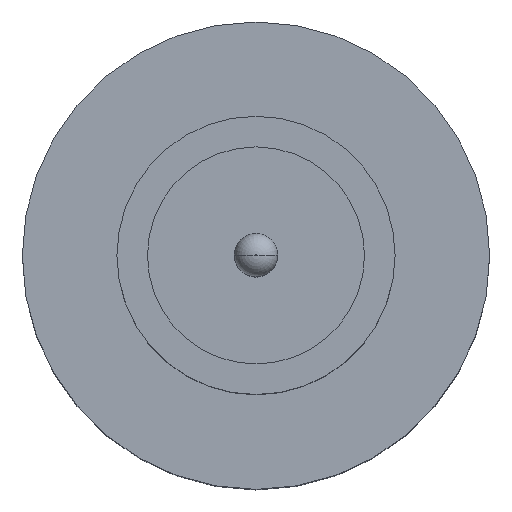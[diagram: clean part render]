
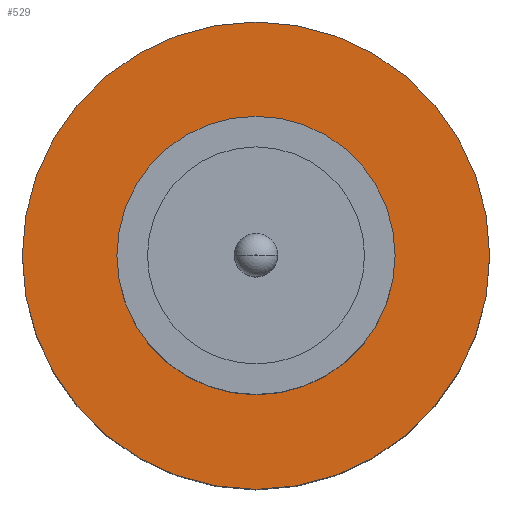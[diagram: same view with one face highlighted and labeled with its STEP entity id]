
A CAD part, top view. The second image highlights one B-rep face of the part: STEP entity #529.
In plain terms, the highlighted planar face has unit normal (0, 0, 1).
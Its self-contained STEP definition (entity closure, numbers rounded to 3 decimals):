
#25 = CIRCLE ( 'NONE', #370, 2.1 ) ;
#27 = EDGE_LOOP ( 'NONE', ( #475, #329 ) ) ;
#35 = AXIS2_PLACEMENT_3D ( 'NONE', #887, #342, #721 ) ;
#43 = VERTEX_POINT ( 'NONE', #420 ) ;
#112 = FACE_BOUND ( 'NONE', #27, .T. ) ;
#131 = CIRCLE ( 'NONE', #449, 2.1 ) ;
#159 = CIRCLE ( 'NONE', #814, 1.25 ) ;
#204 = DIRECTION ( 'NONE',  ( 0., 0., 1. ) ) ;
#242 = VERTEX_POINT ( 'NONE', #733 ) ;
#279 = EDGE_LOOP ( 'NONE', ( #952, #543 ) ) ;
#329 = ORIENTED_EDGE ( 'NONE', *, *, #722, .F. ) ;
#333 = CARTESIAN_POINT ( 'NONE',  ( 0., 0., 1.55 ) ) ;
#342 = DIRECTION ( 'NONE',  ( 0., 0., 1. ) ) ;
#370 = AXIS2_PLACEMENT_3D ( 'NONE', #333, #788, #639 ) ;
#387 = CARTESIAN_POINT ( 'NONE',  ( 0., 0., 1.55 ) ) ;
#391 = DIRECTION ( 'NONE',  ( 1., 0., 0. ) ) ;
#394 = CARTESIAN_POINT ( 'NONE',  ( 2.1, 0., 1.55 ) ) ;
#420 = CARTESIAN_POINT ( 'NONE',  ( 1.25, 0., 1.55 ) ) ;
#449 = AXIS2_PLACEMENT_3D ( 'NONE', #387, #1006, #391 ) ;
#475 = ORIENTED_EDGE ( 'NONE', *, *, #699, .F. ) ;
#502 = FACE_OUTER_BOUND ( 'NONE', #279, .T. ) ;
#508 = CARTESIAN_POINT ( 'NONE',  ( -1.25, 0., 1.55 ) ) ;
#511 = DIRECTION ( 'NONE',  ( 0., 0., 1. ) ) ;
#519 = DIRECTION ( 'NONE',  ( 1., 0., 0. ) ) ;
#529 = ADVANCED_FACE ( 'NONE', ( #112, #502 ), #578, .T. ) ;
#543 = ORIENTED_EDGE ( 'NONE', *, *, #596, .T. ) ;
#578 = PLANE ( 'NONE',  #35 ) ;
#596 = EDGE_CURVE ( 'NONE', #890, #242, #25, .T. ) ;
#639 = DIRECTION ( 'NONE',  ( 1., 0., 0. ) ) ;
#660 = VERTEX_POINT ( 'NONE', #508 ) ;
#678 = AXIS2_PLACEMENT_3D ( 'NONE', #977, #204, #982 ) ;
#699 = EDGE_CURVE ( 'NONE', #43, #660, #823, .T. ) ;
#721 = DIRECTION ( 'NONE',  ( 1., 0., 0. ) ) ;
#722 = EDGE_CURVE ( 'NONE', #660, #43, #159, .T. ) ;
#733 = CARTESIAN_POINT ( 'NONE',  ( -2.1, 0., 1.55 ) ) ;
#788 = DIRECTION ( 'NONE',  ( 0., 0., 1. ) ) ;
#800 = EDGE_CURVE ( 'NONE', #242, #890, #131, .T. ) ;
#814 = AXIS2_PLACEMENT_3D ( 'NONE', #908, #511, #519 ) ;
#823 = CIRCLE ( 'NONE', #678, 1.25 ) ;
#887 = CARTESIAN_POINT ( 'NONE',  ( 0., 0., 1.55 ) ) ;
#890 = VERTEX_POINT ( 'NONE', #394 ) ;
#908 = CARTESIAN_POINT ( 'NONE',  ( 0., 0., 1.55 ) ) ;
#952 = ORIENTED_EDGE ( 'NONE', *, *, #800, .T. ) ;
#977 = CARTESIAN_POINT ( 'NONE',  ( 0., 0., 1.55 ) ) ;
#982 = DIRECTION ( 'NONE',  ( 1., 0., 0. ) ) ;
#1006 = DIRECTION ( 'NONE',  ( 0., 0., 1. ) ) ;
